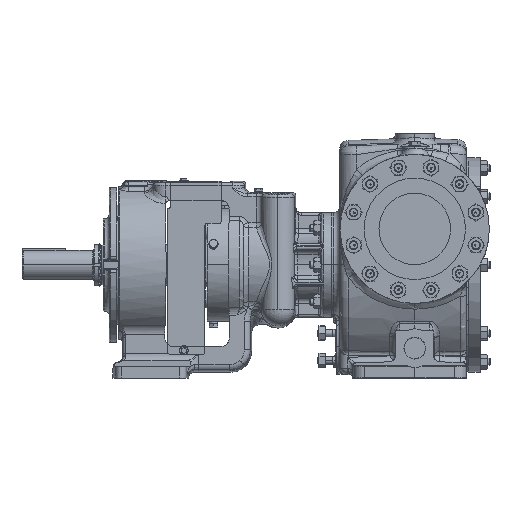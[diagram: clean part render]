
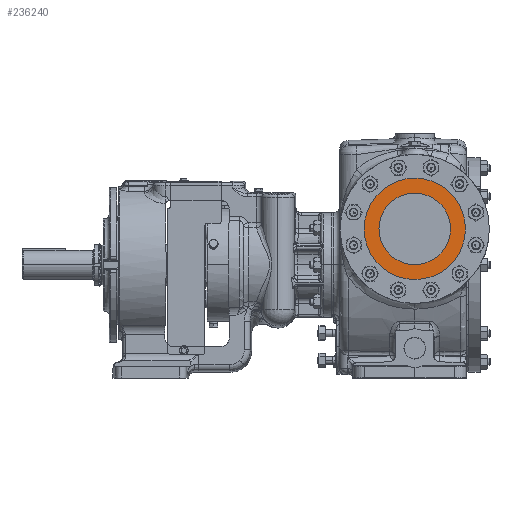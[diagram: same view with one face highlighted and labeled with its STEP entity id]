
A CAD part, top view. The second image highlights one B-rep face of the part: STEP entity #236240.
In plain terms, the highlighted planar face has unit normal (0, 0, 1).
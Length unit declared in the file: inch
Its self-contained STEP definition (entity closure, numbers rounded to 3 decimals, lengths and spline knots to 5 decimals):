
#1396 = EDGE_CURVE ( 'NONE', #56192, #50553, #263205, .T. ) ;
#6385 = CARTESIAN_POINT ( 'NONE',  ( 6.9975, 3., 12. ) ) ;
#6835 = AXIS2_PLACEMENT_3D ( 'NONE', #257583, #125069, #279956 ) ;
#23310 = ORIENTED_EDGE ( 'NONE', *, *, #62769, .F. ) ;
#28653 = DIRECTION ( 'NONE',  ( 1., 0., 0. ) ) ;
#36828 = CIRCLE ( 'NONE', #70653, 4.25 ) ;
#50553 = VERTEX_POINT ( 'NONE', #129454 ) ;
#52231 = PLANE ( 'NONE',  #149464 ) ;
#54265 = VERTEX_POINT ( 'NONE', #252367 ) ;
#56192 = VERTEX_POINT ( 'NONE', #238663 ) ;
#58747 = ORIENTED_EDGE ( 'NONE', *, *, #89368, .T. ) ;
#62769 = EDGE_CURVE ( 'NONE', #50553, #56192, #88851, .T. ) ;
#67004 = CIRCLE ( 'NONE', #71443, 4.25 ) ;
#70653 = AXIS2_PLACEMENT_3D ( 'NONE', #6385, #161367, #28653 ) ;
#71443 = AXIS2_PLACEMENT_3D ( 'NONE', #226339, #93775, #248544 ) ;
#74017 = EDGE_CURVE ( 'NONE', #241955, #54265, #67004, .T. ) ;
#87996 = ORIENTED_EDGE ( 'NONE', *, *, #1396, .F. ) ;
#88851 = CIRCLE ( 'NONE', #171050, 3. ) ;
#89368 = EDGE_CURVE ( 'NONE', #54265, #241955, #36828, .T. ) ;
#93775 = DIRECTION ( 'NONE',  ( 0., 0., 1. ) ) ;
#97818 = CARTESIAN_POINT ( 'NONE',  ( 0., 11.13281, 12. ) ) ;
#104788 = FACE_OUTER_BOUND ( 'NONE', #152502, .T. ) ;
#111429 = DIRECTION ( 'NONE',  ( 0., 0., 1. ) ) ;
#120101 = DIRECTION ( 'NONE',  ( 1., 0., 0. ) ) ;
#125069 = DIRECTION ( 'NONE',  ( 0., 0., 1. ) ) ;
#129454 = CARTESIAN_POINT ( 'NONE',  ( 3.9975, 3., 12. ) ) ;
#149124 = EDGE_LOOP ( 'NONE', ( #87996, #23310 ) ) ;
#149464 = AXIS2_PLACEMENT_3D ( 'NONE', #97818, #252596, #120101 ) ;
#152502 = EDGE_LOOP ( 'NONE', ( #272224, #58747 ) ) ;
#161367 = DIRECTION ( 'NONE',  ( 0., 0., 1. ) ) ;
#165259 = CARTESIAN_POINT ( 'NONE',  ( 11.2475, 3., 12. ) ) ;
#171050 = AXIS2_PLACEMENT_3D ( 'NONE', #243854, #111429, #266187 ) ;
#222445 = FACE_BOUND ( 'NONE', #149124, .T. ) ;
#226339 = CARTESIAN_POINT ( 'NONE',  ( 6.9975, 3., 12. ) ) ;
#236240 = ADVANCED_FACE ( 'NONE', ( #222445, #104788 ), #52231, .T. ) ;
#238663 = CARTESIAN_POINT ( 'NONE',  ( 9.9975, 3., 12. ) ) ;
#241955 = VERTEX_POINT ( 'NONE', #165259 ) ;
#243854 = CARTESIAN_POINT ( 'NONE',  ( 6.9975, 3., 12. ) ) ;
#248544 = DIRECTION ( 'NONE',  ( 1., 0., 0. ) ) ;
#252367 = CARTESIAN_POINT ( 'NONE',  ( 2.7475, 3., 12. ) ) ;
#252596 = DIRECTION ( 'NONE',  ( 0., 0., 1. ) ) ;
#257583 = CARTESIAN_POINT ( 'NONE',  ( 6.9975, 3., 12. ) ) ;
#263205 = CIRCLE ( 'NONE', #6835, 3. ) ;
#266187 = DIRECTION ( 'NONE',  ( 1., 0., 0. ) ) ;
#272224 = ORIENTED_EDGE ( 'NONE', *, *, #74017, .T. ) ;
#279956 = DIRECTION ( 'NONE',  ( 1., 0., 0. ) ) ;
